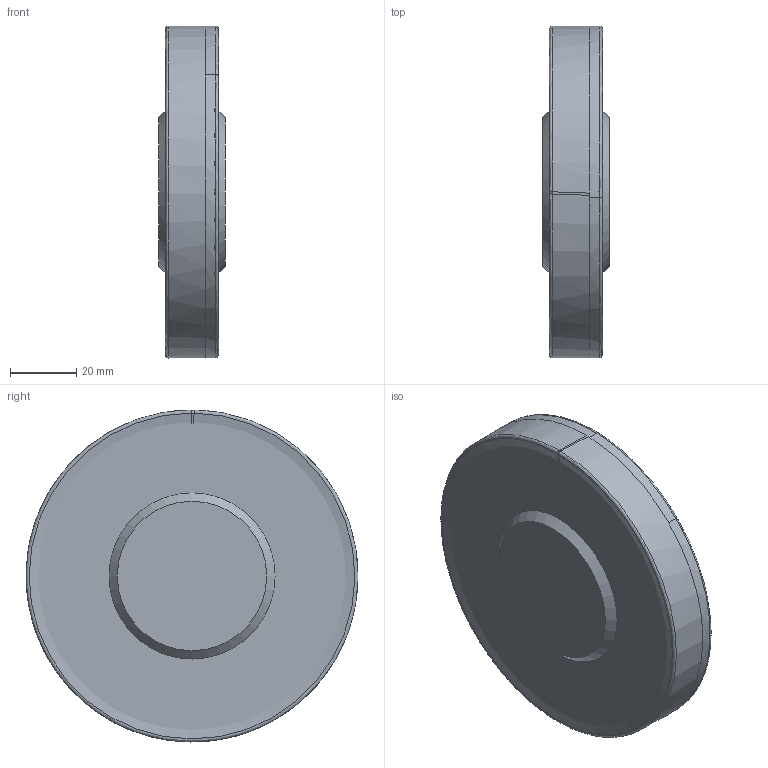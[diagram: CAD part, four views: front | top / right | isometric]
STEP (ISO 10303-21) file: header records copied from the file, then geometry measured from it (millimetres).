
FILE_DESCRIPTION(/* description */ (''),/* implementation_level */ '2;1');
FILE_NAME(/* name */ 'ASDM-CC12-D100x16-d32-Z08-LIGHT_x_t.stp',/* time_stamp */ '2023-10-05T15:54:05+03:00',/* author */ (''),/* organization */ (''),/* preprocessor_version */ 'ST-DEVELOPER v19.4',/* originating_system */ 'SIEMENS PLM Software NX2306.5001',/* authorisation */ '');
FILE_SCHEMA (('AUTOMOTIVE_DESIGN { 1 0 10303 214 3 1 1 1 }'));
Length unit declared in the file: millimetre
Products named in the file (1): ASDM-CC12-D100x16-d32-Z08-LIGHT_x_t_objects
Bounding box: 20 x 100 x 100 mm (x, y, z)
Volume: 174176.7 mm3; surface area: 35060.6 mm2
Topology: 2 solids, 2 shells, 33 faces, 69 edges, 40 vertices
Faces by surface type: bspline 24, plane 4, torus 2, cone 2, cylinder 1
Full cylindrical faces by diameter (mm): 99 x1
Entity records: 1133 total; most frequent: CARTESIAN_POINT 491, ORIENTED_EDGE 128, DIRECTION 120, EDGE_CURVE 64, AXIS2_PLACEMENT_3D 54, CIRCLE 44, EDGE_LOOP 40, VERTEX_POINT 40
